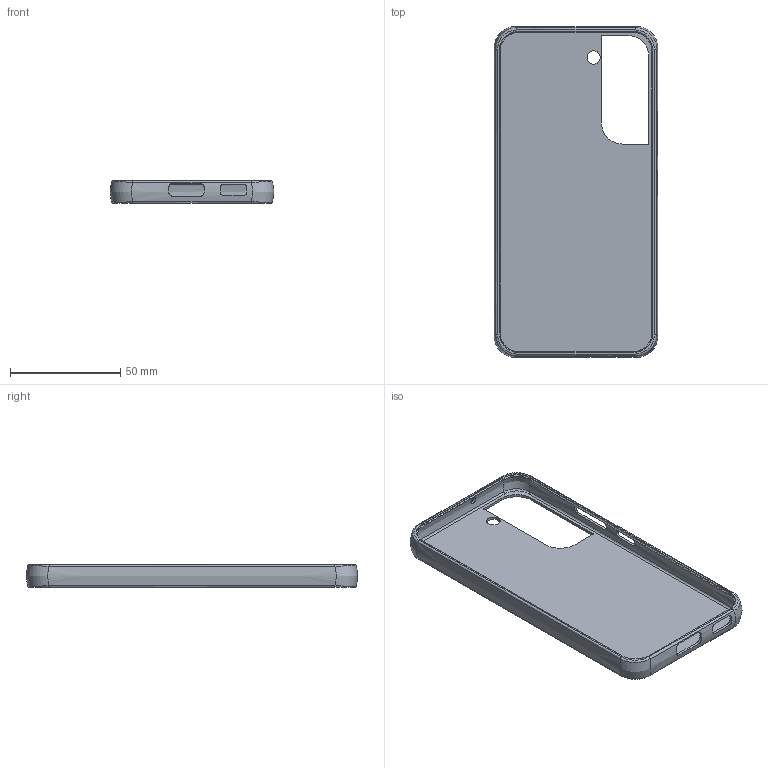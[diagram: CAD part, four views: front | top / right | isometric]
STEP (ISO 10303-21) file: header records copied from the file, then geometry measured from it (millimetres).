
FILE_DESCRIPTION(('Open CASCADE Model'),'2;1');
FILE_NAME('Open CASCADE Shape Model','2025-11-07T13:12:57',('Author'),( 'Open CASCADE'),'Open CASCADE STEP processor 7.8','build123d', 'Unknown');
FILE_SCHEMA(('AUTOMOTIVE_DESIGN { 1 0 10303 214 1 1 1 1 }'));
Length unit declared in the file: millimetre
Products named in the file (1): COMPOUND
Bounding box: 74 x 149.8 x 10.4 mm (x, y, z)
Volume: 16146.7 mm3; surface area: 27744.3 mm2
Topology: 1 solids, 1 shells, 113 faces, 293 edges, 182 vertices
Faces by surface type: bspline 64, plane 27, cylinder 21, cone 1
Full cylindrical faces by diameter (mm): 3 x1
Entity records: 20706 total; most frequent: CARTESIAN_POINT 16186, ORIENTED_EDGE 586, PCURVE 586, DEFINITIONAL_REPRESENTATION 586, B_SPLINE_CURVE_WITH_KNOTS 481, DIRECTION 407, EDGE_CURVE 293, SURFACE_CURVE 291
